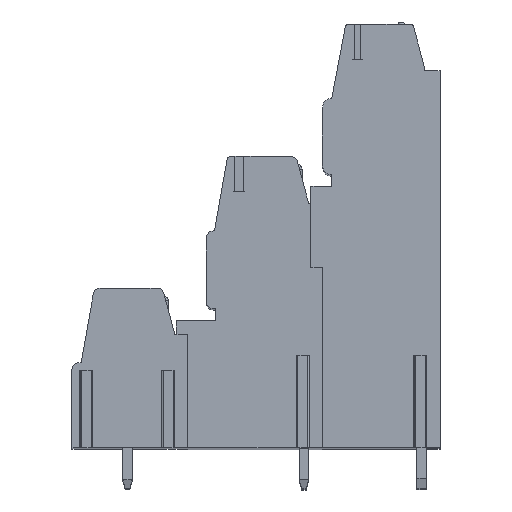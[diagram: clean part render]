
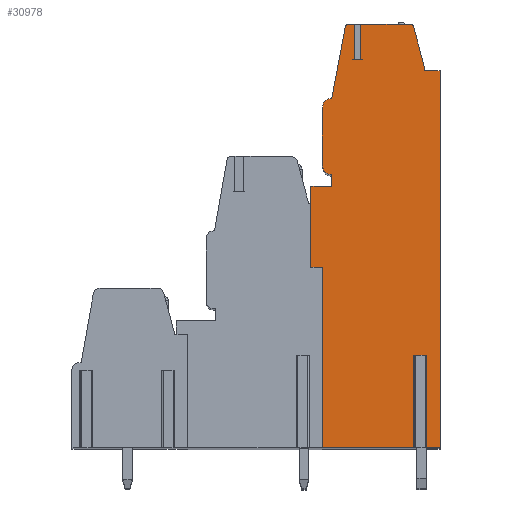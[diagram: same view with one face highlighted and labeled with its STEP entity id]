
A CAD part, top view. The second image highlights one B-rep face of the part: STEP entity #30978.
In plain terms, the highlighted planar face has unit normal (0, 0, 1).
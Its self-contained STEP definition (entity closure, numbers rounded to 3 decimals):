
#13=DIRECTION('',(0.,1.,0.));
#14=VECTOR('',#13,15.6);
#15=CARTESIAN_POINT('',(1.,-19.1,73.66));
#16=LINE('',#15,#14);
#17=DIRECTION('',(1.,0.,0.));
#18=VECTOR('',#17,1.);
#19=CARTESIAN_POINT('',(0.,-3.5,73.66));
#20=LINE('',#19,#18);
#21=DIRECTION('',(-1.,0.,0.));
#22=VECTOR('',#21,1.8);
#23=CARTESIAN_POINT('',(1.8,3.5,73.66));
#24=LINE('',#23,#22);
#25=DIRECTION('',(0.,-1.,0.));
#26=VECTOR('',#25,1.);
#27=CARTESIAN_POINT('',(1.8,4.5,73.66));
#28=LINE('',#27,#26);
#29=CARTESIAN_POINT('',(1.8,5.3,73.66));
#30=DIRECTION('',(0.,0.,1.));
#31=DIRECTION('',(-1.,0.,0.));
#32=AXIS2_PLACEMENT_3D('',#29,#30,#31);
#34=DIRECTION('',(0.,-1.,0.));
#35=VECTOR('',#34,5.);
#36=CARTESIAN_POINT('',(1.,10.3,73.66));
#37=LINE('',#36,#35);
#38=CARTESIAN_POINT('',(1.8,10.3,73.66));
#39=DIRECTION('',(0.,0.,1.));
#40=DIRECTION('',(0.,1.,0.));
#41=AXIS2_PLACEMENT_3D('',#38,#39,#40);
#43=DIRECTION('',(-0.186,-0.983,0.));
#44=VECTOR('',#43,6.265);
#45=CARTESIAN_POINT('',(2.964,17.256,73.66));
#46=LINE('',#45,#44);
#47=CARTESIAN_POINT('',(3.259,17.2,73.66));
#48=DIRECTION('',(0.,0.,1.));
#49=DIRECTION('',(0.,1.,0.));
#50=AXIS2_PLACEMENT_3D('',#47,#48,#49);
#52=DIRECTION('',(-1.,0.,0.));
#53=VECTOR('',#52,0.551);
#54=CARTESIAN_POINT('',(3.81,17.5,73.66));
#55=LINE('',#54,#53);
#56=DIRECTION('',(0.,-1.,0.));
#57=VECTOR('',#56,3.05);
#58=CARTESIAN_POINT('',(3.81,17.5,73.66));
#59=LINE('',#58,#57);
#60=DIRECTION('',(1.,0.,0.));
#61=VECTOR('',#60,0.5);
#62=CARTESIAN_POINT('',(3.81,14.45,73.66));
#63=LINE('',#62,#61);
#64=DIRECTION('',(0.,-1.,0.));
#65=VECTOR('',#64,3.05);
#66=CARTESIAN_POINT('',(4.31,17.5,73.66));
#67=LINE('',#66,#65);
#68=DIRECTION('',(-1.,0.,0.));
#69=VECTOR('',#68,4.27);
#70=CARTESIAN_POINT('',(8.58,17.5,73.66));
#71=LINE('',#70,#69);
#72=CARTESIAN_POINT('',(8.58,17.2,73.66));
#73=DIRECTION('',(0.,0.,1.));
#74=DIRECTION('',(0.965,0.261,0.));
#75=AXIS2_PLACEMENT_3D('',#72,#73,#74);
#77=DIRECTION('',(-0.261,0.965,0.));
#78=VECTOR('',#77,3.539);
#79=CARTESIAN_POINT('',(9.792,13.861,73.66));
#80=LINE('',#79,#78);
#81=DIRECTION('',(-0.035,0.999,0.));
#82=VECTOR('',#81,0.361);
#83=CARTESIAN_POINT('',(9.805,13.5,73.66));
#84=LINE('',#83,#82);
#85=DIRECTION('',(-1.,0.,0.));
#86=VECTOR('',#85,1.355);
#87=CARTESIAN_POINT('',(11.16,13.5,73.66));
#88=LINE('',#87,#86);
#89=DIRECTION('',(0.,1.,0.));
#90=VECTOR('',#89,32.6);
#91=CARTESIAN_POINT('',(11.16,-19.1,73.66));
#92=LINE('',#91,#90);
#93=DIRECTION('',(1.,0.,0.));
#94=VECTOR('',#93,1.39);
#95=CARTESIAN_POINT('',(9.77,-19.1,73.66));
#96=LINE('',#95,#94);
#97=DIRECTION('',(0.,1.,0.));
#98=VECTOR('',#97,8.);
#99=CARTESIAN_POINT('',(9.77,-19.1,73.66));
#100=LINE('',#99,#98);
#101=DIRECTION('',(-1.,0.,0.));
#102=VECTOR('',#101,0.62);
#103=CARTESIAN_POINT('',(9.77,-11.1,73.66));
#104=LINE('',#103,#102);
#105=DIRECTION('',(0.,1.,0.));
#106=VECTOR('',#105,8.);
#107=CARTESIAN_POINT('',(9.15,-19.1,73.66));
#108=LINE('',#107,#106);
#109=DIRECTION('',(1.,0.,0.));
#110=VECTOR('',#109,8.15);
#111=CARTESIAN_POINT('',(1.,-19.1,73.66));
#112=LINE('',#111,#110);
#3612=DIRECTION('',(0.,-1.,0.));
#3613=VECTOR('',#3612,7.);
#3614=CARTESIAN_POINT('',(0.,3.5,73.66));
#3615=LINE('',#3614,#3613);
#24407=CARTESIAN_POINT('',(11.16,-19.1,73.66));
#24408=CARTESIAN_POINT('',(11.16,13.5,73.66));
#24409=VERTEX_POINT('',#24407);
#24410=VERTEX_POINT('',#24408);
#24411=CARTESIAN_POINT('',(9.805,13.5,73.66));
#24412=VERTEX_POINT('',#24411);
#24413=CARTESIAN_POINT('',(9.792,13.861,73.66));
#24414=VERTEX_POINT('',#24413);
#24415=CARTESIAN_POINT('',(8.87,17.278,73.66));
#24416=VERTEX_POINT('',#24415);
#24417=CARTESIAN_POINT('',(8.58,17.5,73.66));
#24418=VERTEX_POINT('',#24417);
#24419=CARTESIAN_POINT('',(3.259,17.5,73.66));
#24420=CARTESIAN_POINT('',(2.964,17.256,73.66));
#24421=VERTEX_POINT('',#24419);
#24422=VERTEX_POINT('',#24420);
#24423=CARTESIAN_POINT('',(1.8,11.1,73.66));
#24424=VERTEX_POINT('',#24423);
#24425=CARTESIAN_POINT('',(1.,10.3,73.66));
#24426=VERTEX_POINT('',#24425);
#24427=CARTESIAN_POINT('',(1.,5.3,73.66));
#24428=VERTEX_POINT('',#24427);
#24429=CARTESIAN_POINT('',(1.8,4.5,73.66));
#24430=VERTEX_POINT('',#24429);
#24431=CARTESIAN_POINT('',(1.8,3.5,73.66));
#24432=VERTEX_POINT('',#24431);
#24433=CARTESIAN_POINT('',(0.,3.5,73.66));
#24434=VERTEX_POINT('',#24433);
#24519=CARTESIAN_POINT('',(9.77,-11.1,73.66));
#24520=CARTESIAN_POINT('',(9.15,-11.1,73.66));
#24521=VERTEX_POINT('',#24519);
#24522=VERTEX_POINT('',#24520);
#24523=CARTESIAN_POINT('',(9.77,-19.1,73.66));
#24524=VERTEX_POINT('',#24523);
#24525=CARTESIAN_POINT('',(9.15,-19.1,73.66));
#24526=VERTEX_POINT('',#24525);
#24527=CARTESIAN_POINT('',(1.,-19.1,73.66));
#24528=VERTEX_POINT('',#24527);
#24565=CARTESIAN_POINT('',(3.81,14.45,73.66));
#24566=CARTESIAN_POINT('',(4.31,14.45,73.66));
#24567=VERTEX_POINT('',#24565);
#24568=VERTEX_POINT('',#24566);
#24569=CARTESIAN_POINT('',(3.81,17.5,73.66));
#24570=VERTEX_POINT('',#24569);
#24575=CARTESIAN_POINT('',(4.31,17.5,73.66));
#24576=VERTEX_POINT('',#24575);
#28528=CARTESIAN_POINT('',(1.,-3.5,73.66));
#28529=VERTEX_POINT('',#28528);
#28530=CARTESIAN_POINT('',(0.,-3.5,73.66));
#28531=VERTEX_POINT('',#28530);
#30921=CARTESIAN_POINT('',(0.,0.,73.66));
#30922=DIRECTION('',(0.,0.,1.));
#30923=DIRECTION('',(1.,0.,0.));
#30924=AXIS2_PLACEMENT_3D('',#30921,#30922,#30923);
#30925=PLANE('',#30924);
#30927=ORIENTED_EDGE('',*,*,#30926,.T.);
#30929=ORIENTED_EDGE('',*,*,#30928,.F.);
#30931=ORIENTED_EDGE('',*,*,#30930,.F.);
#30933=ORIENTED_EDGE('',*,*,#30932,.F.);
#30935=ORIENTED_EDGE('',*,*,#30934,.F.);
#30937=ORIENTED_EDGE('',*,*,#30936,.F.);
#30939=ORIENTED_EDGE('',*,*,#30938,.F.);
#30941=ORIENTED_EDGE('',*,*,#30940,.F.);
#30943=ORIENTED_EDGE('',*,*,#30942,.F.);
#30945=ORIENTED_EDGE('',*,*,#30944,.F.);
#30947=ORIENTED_EDGE('',*,*,#30946,.F.);
#30949=ORIENTED_EDGE('',*,*,#30948,.T.);
#30951=ORIENTED_EDGE('',*,*,#30950,.T.);
#30953=ORIENTED_EDGE('',*,*,#30952,.F.);
#30955=ORIENTED_EDGE('',*,*,#30954,.F.);
#30957=ORIENTED_EDGE('',*,*,#30956,.F.);
#30959=ORIENTED_EDGE('',*,*,#30958,.F.);
#30961=ORIENTED_EDGE('',*,*,#30960,.F.);
#30963=ORIENTED_EDGE('',*,*,#30962,.F.);
#30965=ORIENTED_EDGE('',*,*,#30964,.F.);
#30967=ORIENTED_EDGE('',*,*,#30966,.F.);
#30969=ORIENTED_EDGE('',*,*,#30968,.T.);
#30971=ORIENTED_EDGE('',*,*,#30970,.T.);
#30973=ORIENTED_EDGE('',*,*,#30972,.F.);
#30975=ORIENTED_EDGE('',*,*,#30974,.F.);
#30976=EDGE_LOOP('',(#30927,#30929,#30931,#30933,#30935,#30937,#30939,#30941,
#30943,#30945,#30947,#30949,#30951,#30953,#30955,#30957,#30959,#30961,#30963,
#30965,#30967,#30969,#30971,#30973,#30975));
#30977=FACE_OUTER_BOUND('',#30976,.F.);
#33=CIRCLE('',#32,0.8);
#42=CIRCLE('',#41,0.8);
#51=CIRCLE('',#50,0.3);
#76=CIRCLE('',#75,0.3);
#30926=EDGE_CURVE('',#24528,#28529,#16,.T.);
#30928=EDGE_CURVE('',#28531,#28529,#20,.T.);
#30930=EDGE_CURVE('',#24434,#28531,#3615,.T.);
#30932=EDGE_CURVE('',#24432,#24434,#24,.T.);
#30934=EDGE_CURVE('',#24430,#24432,#28,.T.);
#30936=EDGE_CURVE('',#24428,#24430,#33,.T.);
#30938=EDGE_CURVE('',#24426,#24428,#37,.T.);
#30940=EDGE_CURVE('',#24424,#24426,#42,.T.);
#30942=EDGE_CURVE('',#24422,#24424,#46,.T.);
#30944=EDGE_CURVE('',#24421,#24422,#51,.T.);
#30946=EDGE_CURVE('',#24570,#24421,#55,.T.);
#30948=EDGE_CURVE('',#24570,#24567,#59,.T.);
#30950=EDGE_CURVE('',#24567,#24568,#63,.T.);
#30952=EDGE_CURVE('',#24576,#24568,#67,.T.);
#30954=EDGE_CURVE('',#24418,#24576,#71,.T.);
#30956=EDGE_CURVE('',#24416,#24418,#76,.T.);
#30958=EDGE_CURVE('',#24414,#24416,#80,.T.);
#30960=EDGE_CURVE('',#24412,#24414,#84,.T.);
#30962=EDGE_CURVE('',#24410,#24412,#88,.T.);
#30964=EDGE_CURVE('',#24409,#24410,#92,.T.);
#30966=EDGE_CURVE('',#24524,#24409,#96,.T.);
#30968=EDGE_CURVE('',#24524,#24521,#100,.T.);
#30970=EDGE_CURVE('',#24521,#24522,#104,.T.);
#30972=EDGE_CURVE('',#24526,#24522,#108,.T.);
#30974=EDGE_CURVE('',#24528,#24526,#112,.T.);
#30978=ADVANCED_FACE('',(#30977),#30925,.T.);
